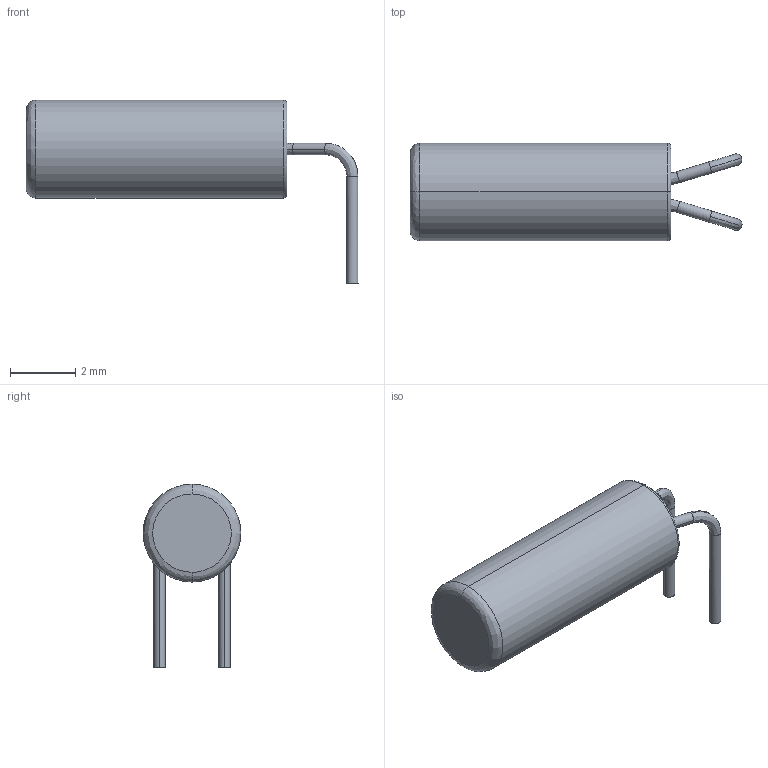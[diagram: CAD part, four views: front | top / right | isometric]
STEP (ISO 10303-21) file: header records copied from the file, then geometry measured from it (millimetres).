
FILE_DESCRIPTION (( 'STEP AP214' ), '1' );
FILE_NAME ('OSC-3x8-WI-B.STEP', '2017-06-30T05:53:27', ( 'Charjie' ), ( 'Microsoft' ), 'SwSTEP 2.0', 'SolidWorks 2014', '' );
FILE_SCHEMA (( 'AUTOMOTIVE_DESIGN' ));
Length unit declared in the file: millimetre
Products named in the file (4): OSC-3x8-WI-B; OSC-3x8-WI; Designator615
Assembly tree (3 placements, depth 4):
  OSC-3x8-WI-B
    Designator615
      OSC-3x8-WI
        OSC-3x8-WI
Bounding box: 10.18 x 3 x 5.63 mm (x, y, z)
Volume: 56.6 mm3; surface area: 102.6 mm2
Topology: 1 solids, 1 shells, 35 faces, 76 edges, 46 vertices
Faces by surface type: cylinder 16, bspline 14, plane 5
Entity records: 1629 total; most frequent: CARTESIAN_POINT 393, DIRECTION 182, ORIENTED_EDGE 152, AXIS2_PLACEMENT_3D 83, EDGE_CURVE 76, CIRCLE 54, VERTEX_POINT 46, UNCERTAINTY_MEASURE_WITH_UNIT 41
